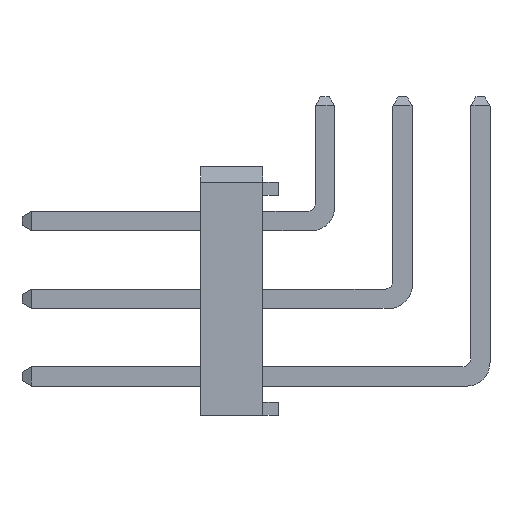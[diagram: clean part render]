
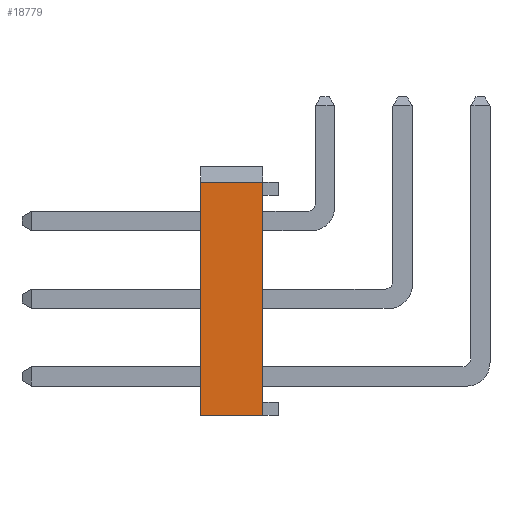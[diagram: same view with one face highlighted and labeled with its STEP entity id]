
A CAD part, left-side view. The second image highlights one B-rep face of the part: STEP entity #18779.
In plain terms, the highlighted planar face has unit normal (-1, 0, 0).
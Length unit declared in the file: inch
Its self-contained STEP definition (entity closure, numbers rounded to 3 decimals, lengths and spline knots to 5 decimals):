
#1629=ORIENTED_EDGE('',*,*,#6723,.F.);
#1630=ORIENTED_EDGE('',*,*,#6420,.F.);
#1631=ORIENTED_EDGE('',*,*,#6724,.F.);
#1632=ORIENTED_EDGE('',*,*,#6094,.T.);
#6094=EDGE_CURVE('',#8705,#8704,#10504,.T.);
#6420=EDGE_CURVE('',#8907,#8908,#10830,.T.);
#6723=EDGE_CURVE('',#8908,#8704,#11133,.T.);
#6724=EDGE_CURVE('',#8705,#8907,#11134,.T.);
#8704=VERTEX_POINT('',#26535);
#8705=VERTEX_POINT('',#26537);
#8907=VERTEX_POINT('',#27170);
#8908=VERTEX_POINT('',#27172);
#10504=LINE('',#26536,#13118);
#10830=LINE('',#27171,#13444);
#11133=LINE('',#27777,#13747);
#11134=LINE('',#27778,#13748);
#13118=VECTOR('',#21342,39.37008);
#13444=VECTOR('',#21880,39.37008);
#13747=VECTOR('',#22403,39.37008);
#13748=VECTOR('',#22404,39.37008);
#15533=EDGE_LOOP('',(#1629,#1630,#1631,#1632));
#16663=FACE_BOUND('',#15533,.T.);
#17793=PLANE('',#19839);
#18779=ADVANCED_FACE('',(#16663),#17793,.F.);
#19839=AXIS2_PLACEMENT_3D('',#27776,#22401,#22402);
#21342=DIRECTION('',(0.,-1.,0.));
#21880=DIRECTION('',(0.,-1.,0.));
#22401=DIRECTION('',(1.,0.,0.));
#22402=DIRECTION('',(0.,0.,-1.));
#22403=DIRECTION('',(0.,0.,-1.));
#22404=DIRECTION('',(0.,0.,1.));
#26535=CARTESIAN_POINT('',(-0.4,0.02,-0.15));
#26536=CARTESIAN_POINT('',(-0.4,0.1,-0.15));
#26537=CARTESIAN_POINT('',(-0.4,0.1,-0.15));
#27170=CARTESIAN_POINT('',(-0.4,0.1,0.15));
#27171=CARTESIAN_POINT('',(-0.4,0.1,0.15));
#27172=CARTESIAN_POINT('',(-0.4,0.02,0.15));
#27776=CARTESIAN_POINT('',(-0.4,0.1,-0.15));
#27777=CARTESIAN_POINT('',(-0.4,0.02,-0.15));
#27778=CARTESIAN_POINT('',(-0.4,0.1,-0.15));
